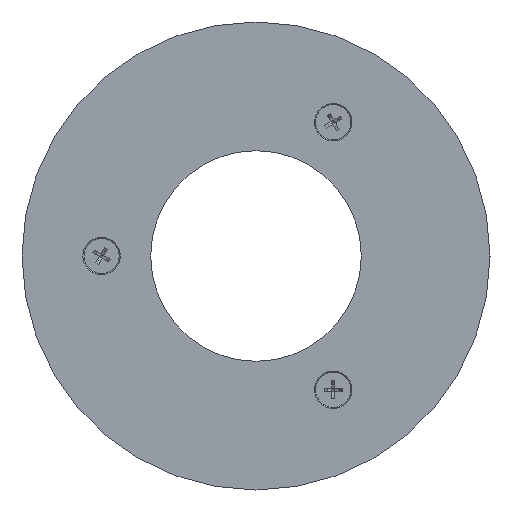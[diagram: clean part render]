
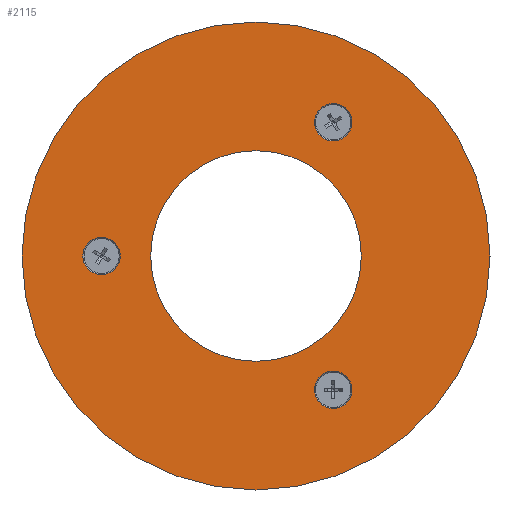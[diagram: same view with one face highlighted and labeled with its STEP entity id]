
A CAD part, front view. The second image highlights one B-rep face of the part: STEP entity #2115.
In plain terms, the highlighted planar face has unit normal (0, -1, 0).
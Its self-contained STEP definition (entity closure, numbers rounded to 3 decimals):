
#31 = AXIS2_PLACEMENT_3D ( 'NONE', #1273, #1271, #1268 ) ;
#92 = CARTESIAN_POINT ( 'NONE',  ( 16.5, 0., 28.579 ) ) ;
#108 = VERTEX_POINT ( 'NONE', #2416 ) ;
#110 = ORIENTED_EDGE ( 'NONE', *, *, #876, .F. ) ;
#120 = CIRCLE ( 'NONE', #1983, 50. ) ;
#124 = AXIS2_PLACEMENT_3D ( 'NONE', #314, #313, #308 ) ;
#151 = CIRCLE ( 'NONE', #2316, 50. ) ;
#185 = DIRECTION ( 'NONE',  ( 0., 0., 1. ) ) ;
#193 = CARTESIAN_POINT ( 'NONE',  ( 0., 0., 0. ) ) ;
#197 = PLANE ( 'NONE',  #777 ) ;
#228 = VERTEX_POINT ( 'NONE', #2318 ) ;
#257 = VERTEX_POINT ( 'NONE', #2305 ) ;
#285 = DIRECTION ( 'NONE',  ( 0., 1., 0. ) ) ;
#307 = VERTEX_POINT ( 'NONE', #1045 ) ;
#308 = DIRECTION ( 'NONE',  ( 0., 0., 1. ) ) ;
#313 = DIRECTION ( 'NONE',  ( 0., 1., 0. ) ) ;
#314 = CARTESIAN_POINT ( 'NONE',  ( 0., 0., 0. ) ) ;
#316 = CARTESIAN_POINT ( 'NONE',  ( -33., 0., 4. ) ) ;
#322 = VERTEX_POINT ( 'NONE', #1132 ) ;
#347 = VERTEX_POINT ( 'NONE', #2480 ) ;
#390 = ORIENTED_EDGE ( 'NONE', *, *, #1043, .T. ) ;
#413 = CARTESIAN_POINT ( 'NONE',  ( 16.5, 0., 24.579 ) ) ;
#427 = DIRECTION ( 'NONE',  ( 0., 0., 1. ) ) ;
#439 = VERTEX_POINT ( 'NONE', #2251 ) ;
#550 = ORIENTED_EDGE ( 'NONE', *, *, #949, .T. ) ;
#553 = ORIENTED_EDGE ( 'NONE', *, *, #1063, .T. ) ;
#601 = ORIENTED_EDGE ( 'NONE', *, *, #2329, .T. ) ;
#624 = FACE_BOUND ( 'NONE', #747, .T. ) ;
#635 = ORIENTED_EDGE ( 'NONE', *, *, #873, .F. ) ;
#747 = EDGE_LOOP ( 'NONE', ( #1021, #1010 ) ) ;
#755 = VERTEX_POINT ( 'NONE', #2385 ) ;
#777 = AXIS2_PLACEMENT_3D ( 'NONE', #193, #285, #185 ) ;
#817 = DIRECTION ( 'NONE',  ( 0., 0., 1. ) ) ;
#850 = DIRECTION ( 'NONE',  ( 0., 0., 1. ) ) ;
#854 = DIRECTION ( 'NONE',  ( 0., 1., 0. ) ) ;
#873 = EDGE_CURVE ( 'NONE', #755, #322, #151, .T. ) ;
#876 = EDGE_CURVE ( 'NONE', #322, #755, #120, .T. ) ;
#893 = CIRCLE ( 'NONE', #124, 22.5 ) ;
#949 = EDGE_CURVE ( 'NONE', #347, #439, #2599, .T. ) ;
#955 = CARTESIAN_POINT ( 'NONE',  ( 16.5, 0., -28.579 ) ) ;
#956 = ORIENTED_EDGE ( 'NONE', *, *, #1004, .T. ) ;
#1004 = EDGE_CURVE ( 'NONE', #108, #307, #2224, .T. ) ;
#1010 = ORIENTED_EDGE ( 'NONE', *, *, #1291, .T. ) ;
#1021 = ORIENTED_EDGE ( 'NONE', *, *, #1106, .T. ) ;
#1022 = AXIS2_PLACEMENT_3D ( 'NONE', #92, #2344, #1428 ) ;
#1043 = EDGE_CURVE ( 'NONE', #439, #347, #2027, .T. ) ;
#1045 = CARTESIAN_POINT ( 'NONE',  ( 0., 0., -22.5 ) ) ;
#1063 = EDGE_CURVE ( 'NONE', #1862, #228, #1881, .T. ) ;
#1105 = DIRECTION ( 'NONE',  ( 0., 1., 0. ) ) ;
#1106 = EDGE_CURVE ( 'NONE', #257, #2580, #1330, .T. ) ;
#1116 = CIRCLE ( 'NONE', #1022, 4. ) ;
#1132 = CARTESIAN_POINT ( 'NONE',  ( 0., 0., -50. ) ) ;
#1268 = DIRECTION ( 'NONE',  ( 0., 0., 1. ) ) ;
#1271 = DIRECTION ( 'NONE',  ( 0., 1., 0. ) ) ;
#1273 = CARTESIAN_POINT ( 'NONE',  ( -33., 0., 0. ) ) ;
#1291 = EDGE_CURVE ( 'NONE', #2580, #257, #2097, .T. ) ;
#1318 = ORIENTED_EDGE ( 'NONE', *, *, #2059, .T. ) ;
#1330 = CIRCLE ( 'NONE', #2069, 4. ) ;
#1382 = EDGE_LOOP ( 'NONE', ( #1318, #956 ) ) ;
#1428 = DIRECTION ( 'NONE',  ( 0., 0., 1. ) ) ;
#1437 = DIRECTION ( 'NONE',  ( 0., 0., 1. ) ) ;
#1441 = EDGE_LOOP ( 'NONE', ( #390, #550 ) ) ;
#1492 = EDGE_LOOP ( 'NONE', ( #553, #601 ) ) ;
#1742 = AXIS2_PLACEMENT_3D ( 'NONE', #2361, #2211, #817 ) ;
#1755 = DIRECTION ( 'NONE',  ( 0., 0., 1. ) ) ;
#1757 = DIRECTION ( 'NONE',  ( 0., 1., 0. ) ) ;
#1760 = DIRECTION ( 'NONE',  ( 0., 1., 0. ) ) ;
#1761 = CARTESIAN_POINT ( 'NONE',  ( 0., 0., 0. ) ) ;
#1799 = AXIS2_PLACEMENT_3D ( 'NONE', #955, #854, #850 ) ;
#1862 = VERTEX_POINT ( 'NONE', #413 ) ;
#1881 = CIRCLE ( 'NONE', #1925, 4. ) ;
#1925 = AXIS2_PLACEMENT_3D ( 'NONE', #2438, #2312, #1437 ) ;
#1983 = AXIS2_PLACEMENT_3D ( 'NONE', #1761, #1760, #2383 ) ;
#2003 = AXIS2_PLACEMENT_3D ( 'NONE', #2365, #2145, #2441 ) ;
#2027 = CIRCLE ( 'NONE', #1742, 4. ) ;
#2059 = EDGE_CURVE ( 'NONE', #307, #108, #893, .T. ) ;
#2069 = AXIS2_PLACEMENT_3D ( 'NONE', #2532, #1105, #427 ) ;
#2097 = CIRCLE ( 'NONE', #31, 4. ) ;
#2112 = EDGE_LOOP ( 'NONE', ( #110, #635 ) ) ;
#2115 = ADVANCED_FACE ( 'NONE', ( #2544, #2530, #624, #2604, #2651 ), #197, .F. ) ;
#2145 = DIRECTION ( 'NONE',  ( 0., 1., 0. ) ) ;
#2199 = CARTESIAN_POINT ( 'NONE',  ( 0., 0., 0. ) ) ;
#2211 = DIRECTION ( 'NONE',  ( 0., 1., 0. ) ) ;
#2224 = CIRCLE ( 'NONE', #2003, 22.5 ) ;
#2251 = CARTESIAN_POINT ( 'NONE',  ( 16.5, 0., -32.579 ) ) ;
#2305 = CARTESIAN_POINT ( 'NONE',  ( -33., 0., -4. ) ) ;
#2312 = DIRECTION ( 'NONE',  ( 0., 1., 0. ) ) ;
#2316 = AXIS2_PLACEMENT_3D ( 'NONE', #2199, #1757, #1755 ) ;
#2318 = CARTESIAN_POINT ( 'NONE',  ( 16.5, 0., 32.579 ) ) ;
#2329 = EDGE_CURVE ( 'NONE', #228, #1862, #1116, .T. ) ;
#2344 = DIRECTION ( 'NONE',  ( 0., 1., 0. ) ) ;
#2361 = CARTESIAN_POINT ( 'NONE',  ( 16.5, 0., -28.579 ) ) ;
#2365 = CARTESIAN_POINT ( 'NONE',  ( 0., 0., 0. ) ) ;
#2383 = DIRECTION ( 'NONE',  ( 0., 0., 1. ) ) ;
#2385 = CARTESIAN_POINT ( 'NONE',  ( 0., 0., 50. ) ) ;
#2416 = CARTESIAN_POINT ( 'NONE',  ( 0., 0., 22.5 ) ) ;
#2438 = CARTESIAN_POINT ( 'NONE',  ( 16.5, 0., 28.579 ) ) ;
#2441 = DIRECTION ( 'NONE',  ( 0., 0., 1. ) ) ;
#2480 = CARTESIAN_POINT ( 'NONE',  ( 16.5, 0., -24.579 ) ) ;
#2530 = FACE_BOUND ( 'NONE', #1492, .T. ) ;
#2532 = CARTESIAN_POINT ( 'NONE',  ( -33., 0., 0. ) ) ;
#2544 = FACE_BOUND ( 'NONE', #1441, .T. ) ;
#2580 = VERTEX_POINT ( 'NONE', #316 ) ;
#2599 = CIRCLE ( 'NONE', #1799, 4. ) ;
#2604 = FACE_BOUND ( 'NONE', #1382, .T. ) ;
#2651 = FACE_OUTER_BOUND ( 'NONE', #2112, .T. ) ;
